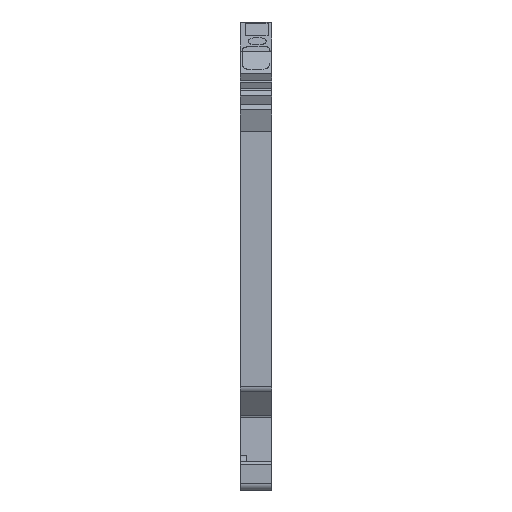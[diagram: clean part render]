
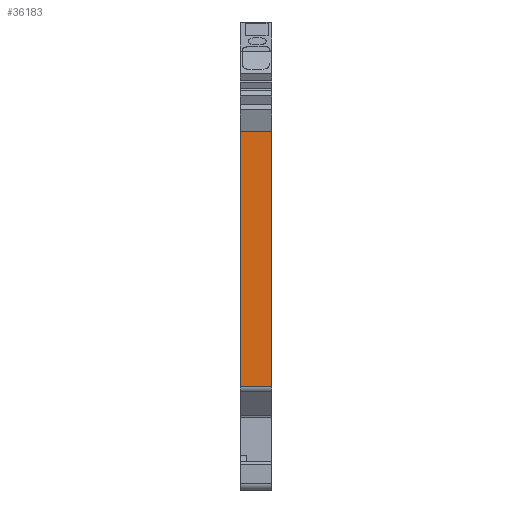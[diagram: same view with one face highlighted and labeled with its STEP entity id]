
A CAD part, left-side view. The second image highlights one B-rep face of the part: STEP entity #36183.
In plain terms, the highlighted planar face has unit normal (-1, 0, 0).
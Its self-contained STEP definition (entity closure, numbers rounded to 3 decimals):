
#1080 = LINE ( 'NONE', #34385, #16283 ) ;
#1246 = LINE ( 'NONE', #12427, #33565 ) ;
#1569 = ORIENTED_EDGE ( 'NONE', *, *, #25609, .T. ) ;
#3251 = ORIENTED_EDGE ( 'NONE', *, *, #35030, .F. ) ;
#3888 = VECTOR ( 'NONE', #28039, 1000. ) ;
#4837 = AXIS2_PLACEMENT_3D ( 'NONE', #5145, #18776, #21382 ) ;
#5145 = CARTESIAN_POINT ( 'NONE',  ( -45.092, 0., 50.293 ) ) ;
#6110 = CARTESIAN_POINT ( 'NONE',  ( -45.092, 0., 50.293 ) ) ;
#9060 = VERTEX_POINT ( 'NONE', #17935 ) ;
#10125 = PLANE ( 'NONE',  #4837 ) ;
#10713 = CARTESIAN_POINT ( 'NONE',  ( -45.092, 5., 50.293 ) ) ;
#11987 = LINE ( 'NONE', #6110, #34543 ) ;
#12258 = DIRECTION ( 'NONE',  ( 0., 0., -1. ) ) ;
#12427 = CARTESIAN_POINT ( 'NONE',  ( -45.092, 0., 50.293 ) ) ;
#14994 = EDGE_LOOP ( 'NONE', ( #1569, #31965, #3251, #32923 ) ) ;
#16283 = VECTOR ( 'NONE', #12258, 1000. ) ;
#17935 = CARTESIAN_POINT ( 'NONE',  ( -45.092, 0., 50.293 ) ) ;
#18085 = EDGE_CURVE ( 'NONE', #9060, #21480, #11987, .T. ) ;
#18776 = DIRECTION ( 'NONE',  ( 1., 0., 0. ) ) ;
#19085 = VERTEX_POINT ( 'NONE', #33668 ) ;
#19695 = CARTESIAN_POINT ( 'NONE',  ( -45.092, 5., 10.078 ) ) ;
#21382 = DIRECTION ( 'NONE',  ( 0., -1., 0. ) ) ;
#21480 = VERTEX_POINT ( 'NONE', #10713 ) ;
#23712 = DIRECTION ( 'NONE',  ( 0., 0., -1. ) ) ;
#25035 = FACE_OUTER_BOUND ( 'NONE', #14994, .T. ) ;
#25294 = VERTEX_POINT ( 'NONE', #19695 ) ;
#25609 = EDGE_CURVE ( 'NONE', #21480, #25294, #1080, .T. ) ;
#27868 = LINE ( 'NONE', #33561, #3888 ) ;
#28039 = DIRECTION ( 'NONE',  ( 0., 1., 0. ) ) ;
#29057 = EDGE_CURVE ( 'NONE', #19085, #25294, #27868, .T. ) ;
#31725 = DIRECTION ( 'NONE',  ( 0., 1., 0. ) ) ;
#31965 = ORIENTED_EDGE ( 'NONE', *, *, #29057, .F. ) ;
#32923 = ORIENTED_EDGE ( 'NONE', *, *, #18085, .T. ) ;
#33561 = CARTESIAN_POINT ( 'NONE',  ( -45.092, 0., 10.078 ) ) ;
#33565 = VECTOR ( 'NONE', #23712, 1000. ) ;
#33668 = CARTESIAN_POINT ( 'NONE',  ( -45.092, 0., 10.078 ) ) ;
#34385 = CARTESIAN_POINT ( 'NONE',  ( -45.092, 5., 50.293 ) ) ;
#34543 = VECTOR ( 'NONE', #31725, 1000. ) ;
#35030 = EDGE_CURVE ( 'NONE', #9060, #19085, #1246, .T. ) ;
#36183 = ADVANCED_FACE ( 'NONE', ( #25035 ), #10125, .F. ) ;
